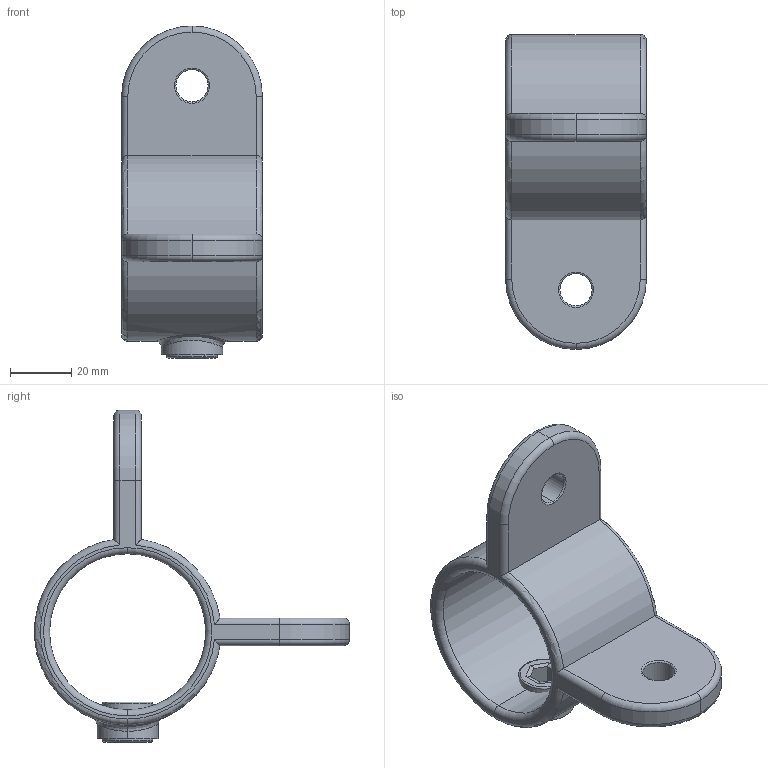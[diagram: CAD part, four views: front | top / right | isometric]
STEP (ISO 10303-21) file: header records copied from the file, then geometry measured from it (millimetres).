
FILE_DESCRIPTION (( 'STEP AP203' ), '1' );
FILE_NAME ('0521600000.STEP', '2024-07-01T12:24:42', ( '' ), ( '' ), 'SwSTEP 2.0', 'SolidWorks 2022', '' );
FILE_SCHEMA (( 'CONFIG_CONTROL_DESIGN' ));
Length unit declared in the file: metre
Products named in the file (1): 0521600000
Bounding box: 46 x 102.92 x 108.5 mm (x, y, z)
Volume: 70629.7 mm3; surface area: 26963.4 mm2
Topology: 2 solids, 2 shells, 85 faces, 193 edges, 112 vertices
Faces by surface type: cylinder 38, torus 30, plane 15, bspline 2
Entity records: 4074 total; most frequent: CARTESIAN_POINT 2091, DIRECTION 425, ORIENTED_EDGE 386, EDGE_CURVE 193, AXIS2_PLACEMENT_3D 178, VERTEX_POINT 112, EDGE_LOOP 95, CIRCLE 94
